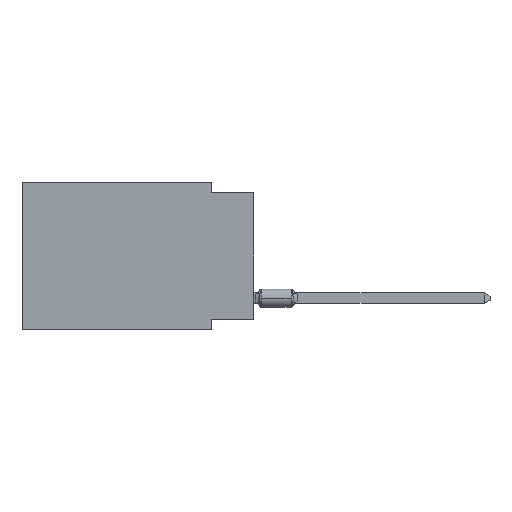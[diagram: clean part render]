
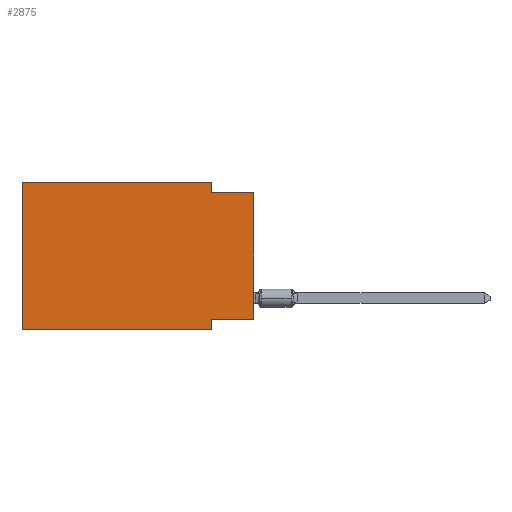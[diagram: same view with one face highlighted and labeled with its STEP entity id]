
A CAD part, left-side view. The second image highlights one B-rep face of the part: STEP entity #2875.
In plain terms, the highlighted planar face has unit normal (-1, 0, 0).
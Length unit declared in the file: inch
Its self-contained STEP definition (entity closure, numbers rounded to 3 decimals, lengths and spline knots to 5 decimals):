
#34 = CARTESIAN_POINT ( 'NONE',  ( 0., 0.55, -0.35 ) ) ;
#383 = LINE ( 'NONE', #5656, #8207 ) ;
#1043 = AXIS2_PLACEMENT_3D ( 'NONE', #9507, #1227, #10888 ) ;
#1227 = DIRECTION ( 'NONE',  ( 1., 0., 0. ) ) ;
#1231 = VERTEX_POINT ( 'NONE', #5840 ) ;
#1282 = CARTESIAN_POINT ( 'NONE',  ( 0., 0.1, -0.325 ) ) ;
#1524 = ORIENTED_EDGE ( 'NONE', *, *, #8099, .F. ) ;
#1724 = VECTOR ( 'NONE', #14242, 39.37008 ) ;
#1953 = EDGE_CURVE ( 'NONE', #1231, #10687, #15227, .T. ) ;
#1993 = EDGE_CURVE ( 'NONE', #8109, #16134, #14787, .T. ) ;
#2150 = LINE ( 'NONE', #12876, #1724 ) ;
#2276 = LINE ( 'NONE', #9248, #16074 ) ;
#2445 = LINE ( 'NONE', #12373, #9403 ) ;
#2677 = DIRECTION ( 'NONE',  ( 0., 0., -1. ) ) ;
#2875 = ADVANCED_FACE ( 'NONE', ( #3303 ), #13564, .F. ) ;
#2946 = EDGE_CURVE ( 'NONE', #8119, #13102, #2445, .T. ) ;
#3303 = FACE_OUTER_BOUND ( 'NONE', #4044, .T. ) ;
#3400 = CARTESIAN_POINT ( 'NONE',  ( 0., 0.1, 0. ) ) ;
#3686 = ORIENTED_EDGE ( 'NONE', *, *, #17184, .F. ) ;
#3738 = ORIENTED_EDGE ( 'NONE', *, *, #2946, .T. ) ;
#3778 = VECTOR ( 'NONE', #4599, 39.37008 ) ;
#4044 = EDGE_LOOP ( 'NONE', ( #6028, #13856, #9265, #17459, #3686, #3738, #1524, #10710 ) ) ;
#4081 = LINE ( 'NONE', #3400, #11452 ) ;
#4347 = CARTESIAN_POINT ( 'NONE',  ( 0., 0.1, 0. ) ) ;
#4487 = DIRECTION ( 'NONE',  ( 0., -1., 0. ) ) ;
#4599 = DIRECTION ( 'NONE',  ( 0., 1., 0. ) ) ;
#5656 = CARTESIAN_POINT ( 'NONE',  ( 0., 0., -0.025 ) ) ;
#5840 = CARTESIAN_POINT ( 'NONE',  ( 0., 0.55, 0. ) ) ;
#6028 = ORIENTED_EDGE ( 'NONE', *, *, #14779, .T. ) ;
#6619 = VERTEX_POINT ( 'NONE', #10596 ) ;
#7563 = EDGE_CURVE ( 'NONE', #6619, #17565, #383, .T. ) ;
#8099 = EDGE_CURVE ( 'NONE', #16134, #13102, #9563, .T. ) ;
#8109 = VERTEX_POINT ( 'NONE', #13770 ) ;
#8119 = VERTEX_POINT ( 'NONE', #34 ) ;
#8207 = VECTOR ( 'NONE', #15288, 39.37008 ) ;
#9248 = CARTESIAN_POINT ( 'NONE',  ( 0., 0.55, 0. ) ) ;
#9265 = ORIENTED_EDGE ( 'NONE', *, *, #14834, .F. ) ;
#9403 = VECTOR ( 'NONE', #15126, 39.37008 ) ;
#9507 = CARTESIAN_POINT ( 'NONE',  ( 0., 0.55, 0. ) ) ;
#9563 = LINE ( 'NONE', #9660, #16401 ) ;
#9660 = CARTESIAN_POINT ( 'NONE',  ( 0., 0.1, -0.35 ) ) ;
#10010 = CARTESIAN_POINT ( 'NONE',  ( 0., 0.55, 0. ) ) ;
#10596 = CARTESIAN_POINT ( 'NONE',  ( 0., 0.1, -0.025 ) ) ;
#10687 = VERTEX_POINT ( 'NONE', #4347 ) ;
#10710 = ORIENTED_EDGE ( 'NONE', *, *, #1993, .F. ) ;
#10888 = DIRECTION ( 'NONE',  ( 0., 0., -1. ) ) ;
#11452 = VECTOR ( 'NONE', #13059, 39.37008 ) ;
#11587 = VECTOR ( 'NONE', #4487, 39.37008 ) ;
#11626 = CARTESIAN_POINT ( 'NONE',  ( 0., 0., -0.025 ) ) ;
#12373 = CARTESIAN_POINT ( 'NONE',  ( 0., 0.55, -0.35 ) ) ;
#12876 = CARTESIAN_POINT ( 'NONE',  ( 0., 0., 0. ) ) ;
#13059 = DIRECTION ( 'NONE',  ( 0., 0., -1. ) ) ;
#13102 = VERTEX_POINT ( 'NONE', #17239 ) ;
#13564 = PLANE ( 'NONE',  #1043 ) ;
#13770 = CARTESIAN_POINT ( 'NONE',  ( 0., 0., -0.325 ) ) ;
#13856 = ORIENTED_EDGE ( 'NONE', *, *, #7563, .F. ) ;
#14231 = CARTESIAN_POINT ( 'NONE',  ( 0., 0., -0.325 ) ) ;
#14242 = DIRECTION ( 'NONE',  ( 0., 0., 1. ) ) ;
#14779 = EDGE_CURVE ( 'NONE', #8109, #17565, #2150, .T. ) ;
#14787 = LINE ( 'NONE', #14231, #3778 ) ;
#14834 = EDGE_CURVE ( 'NONE', #10687, #6619, #4081, .T. ) ;
#15126 = DIRECTION ( 'NONE',  ( 0., -1., 0. ) ) ;
#15227 = LINE ( 'NONE', #10010, #11587 ) ;
#15288 = DIRECTION ( 'NONE',  ( 0., -1., 0. ) ) ;
#16074 = VECTOR ( 'NONE', #17418, 39.37008 ) ;
#16134 = VERTEX_POINT ( 'NONE', #1282 ) ;
#16401 = VECTOR ( 'NONE', #2677, 39.37008 ) ;
#17184 = EDGE_CURVE ( 'NONE', #8119, #1231, #2276, .T. ) ;
#17239 = CARTESIAN_POINT ( 'NONE',  ( 0., 0.1, -0.35 ) ) ;
#17418 = DIRECTION ( 'NONE',  ( 0., 0., 1. ) ) ;
#17459 = ORIENTED_EDGE ( 'NONE', *, *, #1953, .F. ) ;
#17565 = VERTEX_POINT ( 'NONE', #11626 ) ;
